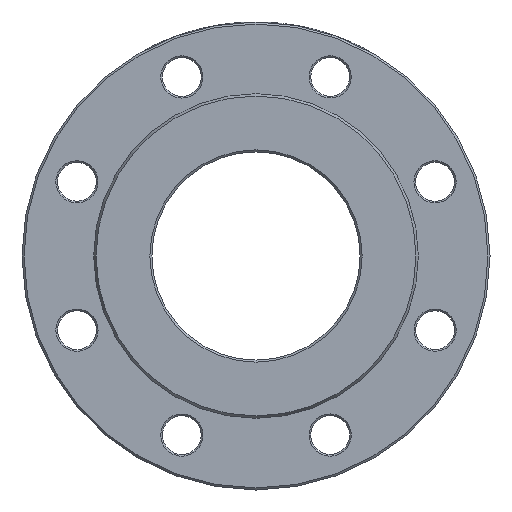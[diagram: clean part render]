
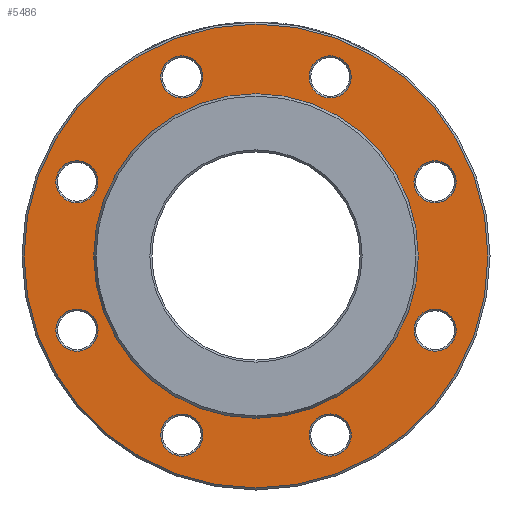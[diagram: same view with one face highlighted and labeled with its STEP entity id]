
A CAD part, left-side view. The second image highlights one B-rep face of the part: STEP entity #5486.
In plain terms, the highlighted planar face has unit normal (-1, 0, 0).
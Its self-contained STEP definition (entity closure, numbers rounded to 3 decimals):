
#238 = CIRCLE ( 'NONE', #4044, 79.755 ) ;
#340 = CARTESIAN_POINT ( 'NONE',  ( 2., 46.801, 88. ) ) ;
#377 = FACE_BOUND ( 'NONE', #6087, .T. ) ;
#457 = CIRCLE ( 'NONE', #788, 10.35 ) ;
#532 = CIRCLE ( 'NONE', #2271, 10.35 ) ;
#546 = EDGE_CURVE ( 'NONE', #4878, #4878, #2488, .T. ) ;
#662 = DIRECTION ( 'NONE',  ( 0., -1., 0. ) ) ;
#679 = DIRECTION ( 'NONE',  ( 1., 0., 0. ) ) ;
#715 = EDGE_LOOP ( 'NONE', ( #2745 ) ) ;
#788 = AXIS2_PLACEMENT_3D ( 'NONE', #2839, #3297, #5911 ) ;
#805 = EDGE_LOOP ( 'NONE', ( #1343 ) ) ;
#823 = VERTEX_POINT ( 'NONE', #340 ) ;
#924 = FACE_BOUND ( 'NONE', #3538, .T. ) ;
#995 = CARTESIAN_POINT ( 'NONE',  ( 2., 0., -114. ) ) ;
#1010 = CARTESIAN_POINT ( 'NONE',  ( 2., 88., 36.451 ) ) ;
#1115 = ORIENTED_EDGE ( 'NONE', *, *, #1785, .T. ) ;
#1142 = CARTESIAN_POINT ( 'NONE',  ( 2., 0., 0. ) ) ;
#1149 = CARTESIAN_POINT ( 'NONE',  ( 2., 0., 0. ) ) ;
#1308 = DIRECTION ( 'NONE',  ( 0., 0., 1. ) ) ;
#1343 = ORIENTED_EDGE ( 'NONE', *, *, #2207, .T. ) ;
#1364 = FACE_BOUND ( 'NONE', #5773, .T. ) ;
#1365 = ORIENTED_EDGE ( 'NONE', *, *, #4288, .T. ) ;
#1392 = VERTEX_POINT ( 'NONE', #3414 ) ;
#1423 = CARTESIAN_POINT ( 'NONE',  ( 2., 95.318, 29.132 ) ) ;
#1466 = DIRECTION ( 'NONE',  ( 0., 0., -1. ) ) ;
#1572 = DIRECTION ( 'NONE',  ( 1., 0., 0. ) ) ;
#1585 = DIRECTION ( 'NONE',  ( 0., 0., -1. ) ) ;
#1670 = CARTESIAN_POINT ( 'NONE',  ( 2., -46.801, -88. ) ) ;
#1704 = FACE_BOUND ( 'NONE', #715, .T. ) ;
#1767 = CIRCLE ( 'NONE', #5250, 10.35 ) ;
#1776 = EDGE_LOOP ( 'NONE', ( #6420 ) ) ;
#1785 = EDGE_CURVE ( 'NONE', #823, #823, #5260, .T. ) ;
#1816 = DIRECTION ( 'NONE',  ( 1., 0., 0. ) ) ;
#1838 = VERTEX_POINT ( 'NONE', #4460 ) ;
#1900 = VERTEX_POINT ( 'NONE', #1934 ) ;
#1904 = FACE_BOUND ( 'NONE', #1776, .T. ) ;
#1934 = CARTESIAN_POINT ( 'NONE',  ( 2., -95.318, -29.132 ) ) ;
#2091 = AXIS2_PLACEMENT_3D ( 'NONE', #6033, #6601, #1466 ) ;
#2160 = AXIS2_PLACEMENT_3D ( 'NONE', #4745, #1572, #662 ) ;
#2207 = EDGE_CURVE ( 'NONE', #1838, #1838, #2816, .T. ) ;
#2231 = DIRECTION ( 'NONE',  ( 0., -0.707, -0.707 ) ) ;
#2244 = EDGE_CURVE ( 'NONE', #6030, #6030, #532, .T. ) ;
#2247 = CIRCLE ( 'NONE', #6053, 114. ) ;
#2271 = AXIS2_PLACEMENT_3D ( 'NONE', #3795, #4686, #1585 ) ;
#2384 = CARTESIAN_POINT ( 'NONE',  ( 2., 36.451, 88. ) ) ;
#2452 = PLANE ( 'NONE',  #2091 ) ;
#2488 = CIRCLE ( 'NONE', #2160, 10.35 ) ;
#2673 = DIRECTION ( 'NONE',  ( -1., 0., 0. ) ) ;
#2745 = ORIENTED_EDGE ( 'NONE', *, *, #4407, .T. ) ;
#2749 = AXIS2_PLACEMENT_3D ( 'NONE', #1010, #5523, #4543 ) ;
#2816 = CIRCLE ( 'NONE', #3469, 10.35 ) ;
#2839 = CARTESIAN_POINT ( 'NONE',  ( 2., -88., -36.451 ) ) ;
#2986 = EDGE_LOOP ( 'NONE', ( #4529 ) ) ;
#3019 = DIRECTION ( 'NONE',  ( -1., 0., 0. ) ) ;
#3090 = EDGE_CURVE ( 'NONE', #4524, #4524, #238, .T. ) ;
#3184 = CIRCLE ( 'NONE', #2749, 10.35 ) ;
#3265 = EDGE_CURVE ( 'NONE', #1900, #1900, #457, .T. ) ;
#3297 = DIRECTION ( 'NONE',  ( 1., 0., 0. ) ) ;
#3322 = EDGE_LOOP ( 'NONE', ( #1115 ) ) ;
#3407 = CIRCLE ( 'NONE', #5684, 10.35 ) ;
#3414 = CARTESIAN_POINT ( 'NONE',  ( 2., -29.132, 95.318 ) ) ;
#3469 = AXIS2_PLACEMENT_3D ( 'NONE', #3894, #1816, #1308 ) ;
#3538 = EDGE_LOOP ( 'NONE', ( #1365 ) ) ;
#3545 = CARTESIAN_POINT ( 'NONE',  ( 2., 29.132, -95.318 ) ) ;
#3568 = DIRECTION ( 'NONE',  ( 0., 0., -1. ) ) ;
#3693 = ORIENTED_EDGE ( 'NONE', *, *, #6448, .T. ) ;
#3795 = CARTESIAN_POINT ( 'NONE',  ( 2., 88., -36.451 ) ) ;
#3894 = CARTESIAN_POINT ( 'NONE',  ( 2., -88., 36.451 ) ) ;
#3921 = DIRECTION ( 'NONE',  ( 1., 0., 0. ) ) ;
#3922 = CARTESIAN_POINT ( 'NONE',  ( 2., 0., 79.755 ) ) ;
#3955 = FACE_BOUND ( 'NONE', #3322, .T. ) ;
#3987 = FACE_BOUND ( 'NONE', #2986, .T. ) ;
#4044 = AXIS2_PLACEMENT_3D ( 'NONE', #1149, #2673, #5738 ) ;
#4056 = FACE_BOUND ( 'NONE', #6382, .T. ) ;
#4288 = EDGE_CURVE ( 'NONE', #6060, #6060, #3407, .T. ) ;
#4407 = EDGE_CURVE ( 'NONE', #5040, #5040, #3184, .T. ) ;
#4460 = CARTESIAN_POINT ( 'NONE',  ( 2., -88., 46.801 ) ) ;
#4524 = VERTEX_POINT ( 'NONE', #3922 ) ;
#4529 = ORIENTED_EDGE ( 'NONE', *, *, #3265, .T. ) ;
#4543 = DIRECTION ( 'NONE',  ( 0., 0.707, -0.707 ) ) ;
#4566 = FACE_OUTER_BOUND ( 'NONE', #5885, .T. ) ;
#4637 = CARTESIAN_POINT ( 'NONE',  ( 2., 36.451, -88. ) ) ;
#4686 = DIRECTION ( 'NONE',  ( 1., 0., 0. ) ) ;
#4697 = VERTEX_POINT ( 'NONE', #995 ) ;
#4745 = CARTESIAN_POINT ( 'NONE',  ( 2., -36.451, -88. ) ) ;
#4878 = VERTEX_POINT ( 'NONE', #1670 ) ;
#4908 = DIRECTION ( 'NONE',  ( 0., 1., 0. ) ) ;
#5040 = VERTEX_POINT ( 'NONE', #1423 ) ;
#5206 = DIRECTION ( 'NONE',  ( 1., 0., 0. ) ) ;
#5250 = AXIS2_PLACEMENT_3D ( 'NONE', #5336, #679, #6384 ) ;
#5252 = EDGE_CURVE ( 'NONE', #1392, #1392, #1767, .T. ) ;
#5260 = CIRCLE ( 'NONE', #6135, 10.35 ) ;
#5336 = CARTESIAN_POINT ( 'NONE',  ( 2., -36.451, 88. ) ) ;
#5369 = ORIENTED_EDGE ( 'NONE', *, *, #5252, .T. ) ;
#5486 = ADVANCED_FACE ( 'NONE', ( #1704, #3955, #377, #5514, #3987, #1904, #924, #1364, #4566, #4056 ), #2452, .F. ) ;
#5514 = FACE_BOUND ( 'NONE', #805, .T. ) ;
#5523 = DIRECTION ( 'NONE',  ( 1., 0., 0. ) ) ;
#5684 = AXIS2_PLACEMENT_3D ( 'NONE', #4637, #5206, #2231 ) ;
#5738 = DIRECTION ( 'NONE',  ( 0., 0., 1. ) ) ;
#5773 = EDGE_LOOP ( 'NONE', ( #6316 ) ) ;
#5885 = EDGE_LOOP ( 'NONE', ( #3693 ) ) ;
#5911 = DIRECTION ( 'NONE',  ( 0., -0.707, 0.707 ) ) ;
#6030 = VERTEX_POINT ( 'NONE', #6565 ) ;
#6033 = CARTESIAN_POINT ( 'NONE',  ( 2., 79.755, 0. ) ) ;
#6053 = AXIS2_PLACEMENT_3D ( 'NONE', #1142, #3019, #3568 ) ;
#6060 = VERTEX_POINT ( 'NONE', #3545 ) ;
#6087 = EDGE_LOOP ( 'NONE', ( #5369 ) ) ;
#6135 = AXIS2_PLACEMENT_3D ( 'NONE', #2384, #3921, #4908 ) ;
#6316 = ORIENTED_EDGE ( 'NONE', *, *, #2244, .T. ) ;
#6382 = EDGE_LOOP ( 'NONE', ( #6436 ) ) ;
#6384 = DIRECTION ( 'NONE',  ( 0., 0.707, 0.707 ) ) ;
#6420 = ORIENTED_EDGE ( 'NONE', *, *, #546, .T. ) ;
#6436 = ORIENTED_EDGE ( 'NONE', *, *, #3090, .F. ) ;
#6448 = EDGE_CURVE ( 'NONE', #4697, #4697, #2247, .T. ) ;
#6565 = CARTESIAN_POINT ( 'NONE',  ( 2., 88., -46.801 ) ) ;
#6601 = DIRECTION ( 'NONE',  ( 1., 0., 0. ) ) ;
